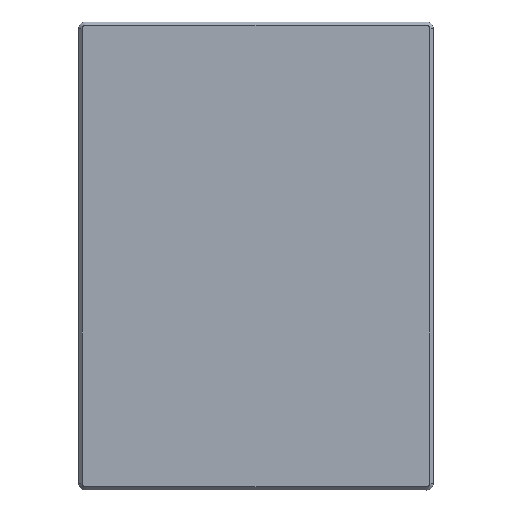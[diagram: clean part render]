
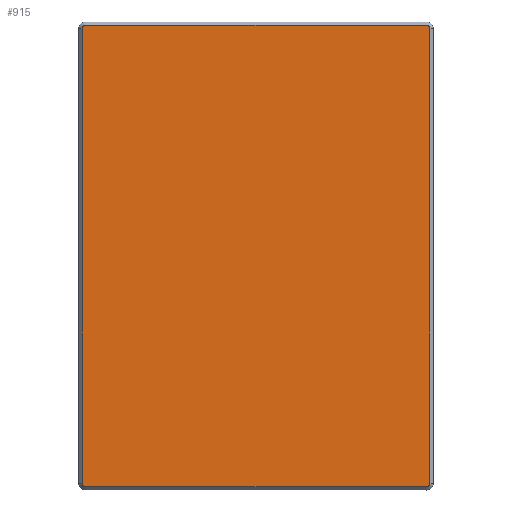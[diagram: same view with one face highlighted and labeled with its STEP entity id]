
A CAD part, top view. The second image highlights one B-rep face of the part: STEP entity #915.
In plain terms, the highlighted planar face has unit normal (0, 0, 1).
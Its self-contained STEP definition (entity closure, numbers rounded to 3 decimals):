
#4 = CARTESIAN_POINT ( 'NONE',  ( 50.213, -1.572, 306.327 ) ) ;
#31 = ORIENTED_EDGE ( 'NONE', *, *, #325, .F. ) ;
#43 = VECTOR ( 'NONE', #230, 1000. ) ;
#52 = ORIENTED_EDGE ( 'NONE', *, *, #253, .T. ) ;
#71 = LINE ( 'NONE', #852, #857 ) ;
#85 = CIRCLE ( 'NONE', #904, 1. ) ;
#160 = VERTEX_POINT ( 'NONE', #423 ) ;
#170 = CARTESIAN_POINT ( 'NONE',  ( -49.213, 65.548, 306.327 ) ) ;
#209 = FACE_OUTER_BOUND ( 'NONE', #215, .T. ) ;
#215 = EDGE_LOOP ( 'NONE', ( #1328, #723, #489, #1148, #31, #353, #334, #52 ) ) ;
#230 = DIRECTION ( 'NONE',  ( 0., 1., 0. ) ) ;
#245 = DIRECTION ( 'NONE',  ( 0., 0., -1. ) ) ;
#253 = EDGE_CURVE ( 'NONE', #1130, #368, #1360, .T. ) ;
#255 = CARTESIAN_POINT ( 'NONE',  ( 50.213, 65.548, 306.327 ) ) ;
#258 = EDGE_CURVE ( 'NONE', #160, #368, #1049, .T. ) ;
#324 = CARTESIAN_POINT ( 'NONE',  ( 0.157, -1.572, 306.327 ) ) ;
#325 = EDGE_CURVE ( 'NONE', #962, #1169, #1096, .T. ) ;
#334 = ORIENTED_EDGE ( 'NONE', *, *, #846, .F. ) ;
#353 = ORIENTED_EDGE ( 'NONE', *, *, #744, .T. ) ;
#363 = CARTESIAN_POINT ( 'NONE',  ( 0.157, 66.548, 306.327 ) ) ;
#368 = VERTEX_POINT ( 'NONE', #255 ) ;
#385 = DIRECTION ( 'NONE',  ( 0., 0., -1. ) ) ;
#423 = CARTESIAN_POINT ( 'NONE',  ( 49.213, 66.548, 306.327 ) ) ;
#430 = PLANE ( 'NONE',  #435 ) ;
#435 = AXIS2_PLACEMENT_3D ( 'NONE', #324, #557, #1214 ) ;
#489 = ORIENTED_EDGE ( 'NONE', *, *, #1406, .F. ) ;
#557 = DIRECTION ( 'NONE',  ( 0., 0., 1. ) ) ;
#558 = CIRCLE ( 'NONE', #1205, 1. ) ;
#594 = DIRECTION ( 'NONE',  ( -1., 0., 0. ) ) ;
#595 = DIRECTION ( 'NONE',  ( 1., 0., 0. ) ) ;
#609 = LINE ( 'NONE', #1077, #1436 ) ;
#611 = AXIS2_PLACEMENT_3D ( 'NONE', #896, #667, #1338 ) ;
#632 = CARTESIAN_POINT ( 'NONE',  ( 49.213, -66.548, 306.327 ) ) ;
#653 = CARTESIAN_POINT ( 'NONE',  ( -49.213, -66.548, 306.327 ) ) ;
#667 = DIRECTION ( 'NONE',  ( 0., 0., -1. ) ) ;
#723 = ORIENTED_EDGE ( 'NONE', *, *, #1278, .T. ) ;
#731 = DIRECTION ( 'NONE',  ( 0., 0., -1. ) ) ;
#744 = EDGE_CURVE ( 'NONE', #962, #1382, #609, .T. ) ;
#749 = VERTEX_POINT ( 'NONE', #825 ) ;
#806 = CARTESIAN_POINT ( 'NONE',  ( -49.213, -65.548, 306.327 ) ) ;
#808 = DIRECTION ( 'NONE',  ( -1., 0., 0. ) ) ;
#809 = VECTOR ( 'NONE', #808, 1000. ) ;
#825 = CARTESIAN_POINT ( 'NONE',  ( -49.213, 66.548, 306.327 ) ) ;
#832 = DIRECTION ( 'NONE',  ( -1., 0., 0. ) ) ;
#846 = EDGE_CURVE ( 'NONE', #1130, #1382, #558, .T. ) ;
#852 = CARTESIAN_POINT ( 'NONE',  ( -50.213, -1.572, 306.327 ) ) ;
#857 = VECTOR ( 'NONE', #1295, 1000. ) ;
#896 = CARTESIAN_POINT ( 'NONE',  ( 49.213, 65.548, 306.327 ) ) ;
#904 = AXIS2_PLACEMENT_3D ( 'NONE', #170, #731, #966 ) ;
#909 = AXIS2_PLACEMENT_3D ( 'NONE', #806, #245, #594 ) ;
#914 = CARTESIAN_POINT ( 'NONE',  ( -50.213, -65.548, 306.327 ) ) ;
#915 = ADVANCED_FACE ( 'NONE', ( #209 ), #430, .T. ) ;
#962 = VERTEX_POINT ( 'NONE', #653 ) ;
#966 = DIRECTION ( 'NONE',  ( -1., 0., 0. ) ) ;
#1030 = CARTESIAN_POINT ( 'NONE',  ( 49.213, -65.548, 306.327 ) ) ;
#1049 = CIRCLE ( 'NONE', #611, 1. ) ;
#1077 = CARTESIAN_POINT ( 'NONE',  ( 0.157, -66.548, 306.327 ) ) ;
#1096 = CIRCLE ( 'NONE', #909, 1. ) ;
#1128 = CARTESIAN_POINT ( 'NONE',  ( 50.213, -65.548, 306.327 ) ) ;
#1130 = VERTEX_POINT ( 'NONE', #1128 ) ;
#1148 = ORIENTED_EDGE ( 'NONE', *, *, #1423, .T. ) ;
#1151 = VERTEX_POINT ( 'NONE', #1234 ) ;
#1169 = VERTEX_POINT ( 'NONE', #914 ) ;
#1205 = AXIS2_PLACEMENT_3D ( 'NONE', #1030, #385, #832 ) ;
#1214 = DIRECTION ( 'NONE',  ( 0., -1., 0. ) ) ;
#1234 = CARTESIAN_POINT ( 'NONE',  ( -50.213, 65.548, 306.327 ) ) ;
#1278 = EDGE_CURVE ( 'NONE', #160, #749, #1362, .T. ) ;
#1295 = DIRECTION ( 'NONE',  ( 0., -1., 0. ) ) ;
#1328 = ORIENTED_EDGE ( 'NONE', *, *, #258, .F. ) ;
#1338 = DIRECTION ( 'NONE',  ( -1., 0., 0. ) ) ;
#1360 = LINE ( 'NONE', #4, #43 ) ;
#1362 = LINE ( 'NONE', #363, #809 ) ;
#1382 = VERTEX_POINT ( 'NONE', #632 ) ;
#1406 = EDGE_CURVE ( 'NONE', #1151, #749, #85, .T. ) ;
#1423 = EDGE_CURVE ( 'NONE', #1151, #1169, #71, .T. ) ;
#1436 = VECTOR ( 'NONE', #595, 1000. ) ;
